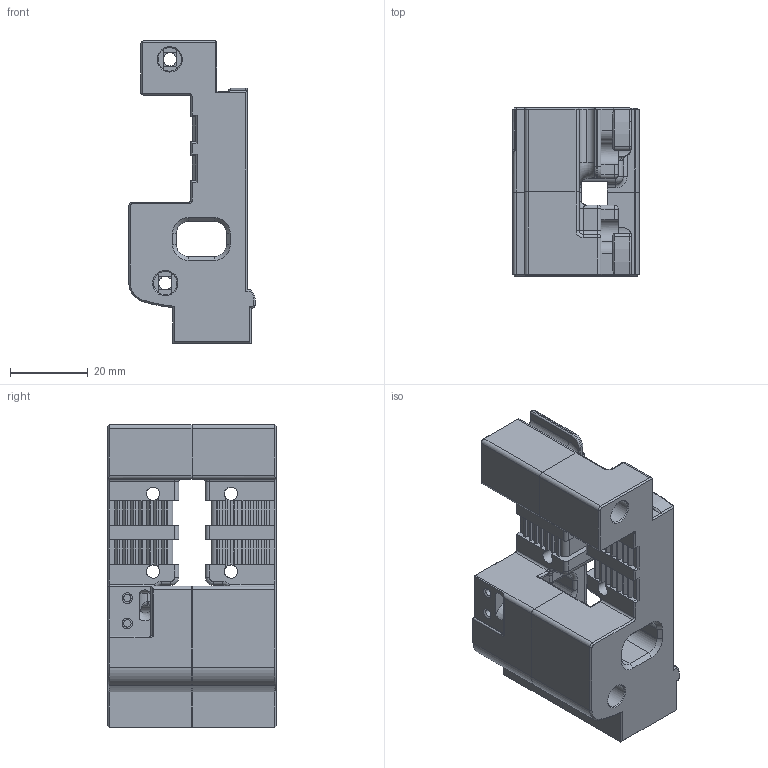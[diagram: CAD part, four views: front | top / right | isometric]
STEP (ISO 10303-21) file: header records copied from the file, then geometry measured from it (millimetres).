
FILE_DESCRIPTION(/* description */ (''),/* implementation_level */ '2;1');
FILE_NAME(/* name */ 'Euclid_CW2_MGN12X_Ver2.step',/* time_stamp */ '2022-12-01T16:19:34-07:00',/* author */ (''),/* organization */ (''),/* preprocessor_version */ 'ST-DEVELOPER v19.2',/* originating_system */ 'Autodesk Translation Framework v11.17.0.187',/* authorisation */ '');
FILE_SCHEMA (('AUTOMOTIVE_DESIGN { 1 0 10303 214 3 1 1 }'));
Length unit declared in the file: millimetre
Products named in the file (3): Euclid_CW2_MGN12X_Ver2; 1; 2
Assembly tree (2 placements, depth 2):
  Euclid_CW2_MGN12X_Ver2
    1
    2
Bounding box: 32.4 x 43.2 x 77.75 mm (x, y, z)
Volume: 50848.1 mm3; surface area: 20494.3 mm2
Topology: 2 solids, 2 shells, 656 faces, 1744 edges, 1093 vertices
Faces by surface type: plane 404, cylinder 157, cone 37, torus 30, bspline 20, sphere 8
Full cylindrical faces by diameter (mm): 1.9 x2, 2.9 x2, 3.3 x2, 3.4 x8, 4.7 x6, 6 x6
Entity records: 21390 total; most frequent: CARTESIAN_POINT 4937, ORIENTED_EDGE 3482, DIRECTION 3378, EDGE_CURVE 1741, LINE 1204, VECTOR 1204, VERTEX_POINT 1093, AXIS2_PLACEMENT_3D 1087
